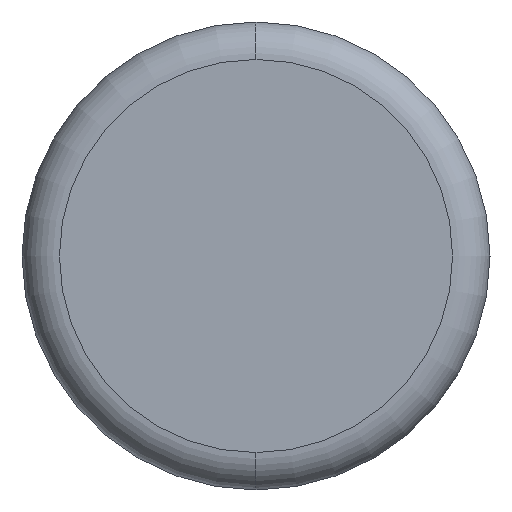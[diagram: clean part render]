
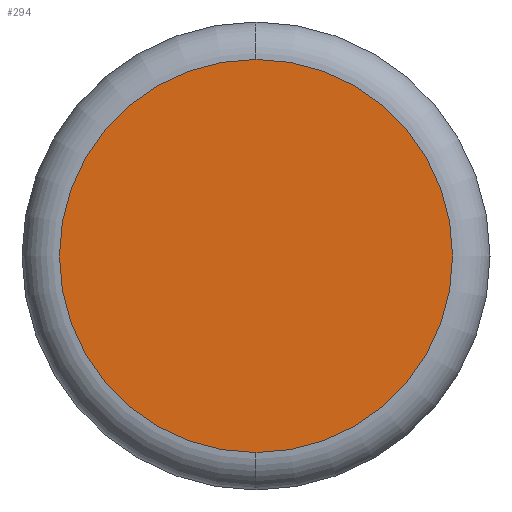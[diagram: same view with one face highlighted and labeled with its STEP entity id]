
A CAD part, front view. The second image highlights one B-rep face of the part: STEP entity #294.
In plain terms, the highlighted planar face has unit normal (0, -1, 0).
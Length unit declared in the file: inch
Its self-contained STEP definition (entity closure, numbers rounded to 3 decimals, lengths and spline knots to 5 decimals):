
#7 = VERTEX_POINT ( 'NONE', #97 ) ;
#49 = CIRCLE ( 'NONE', #87, 0.0525 ) ;
#54 = DIRECTION ( 'NONE',  ( 0., 0., -1. ) ) ;
#75 = CIRCLE ( 'NONE', #448, 0.0525 ) ;
#79 = DIRECTION ( 'NONE',  ( 0., -1., 0. ) ) ;
#87 = AXIS2_PLACEMENT_3D ( 'NONE', #305, #79, #379 ) ;
#97 = CARTESIAN_POINT ( 'NONE',  ( 0., 0., -0.0525 ) ) ;
#109 = EDGE_LOOP ( 'NONE', ( #111, #401 ) ) ;
#111 = ORIENTED_EDGE ( 'NONE', *, *, #489, .T. ) ;
#121 = DIRECTION ( 'NONE',  ( 0., -1., 0. ) ) ;
#135 = CARTESIAN_POINT ( 'NONE',  ( 0., 0., 0. ) ) ;
#161 = CARTESIAN_POINT ( 'NONE',  ( 0., 0., 0. ) ) ;
#200 = DIRECTION ( 'NONE',  ( 0., 0., -1. ) ) ;
#216 = FACE_OUTER_BOUND ( 'NONE', #109, .T. ) ;
#246 = CARTESIAN_POINT ( 'NONE',  ( 0., 0., 0.0525 ) ) ;
#269 = DIRECTION ( 'NONE',  ( 0., -1., 0. ) ) ;
#294 = ADVANCED_FACE ( 'NONE', ( #216 ), #380, .T. ) ;
#302 = AXIS2_PLACEMENT_3D ( 'NONE', #135, #269, #54 ) ;
#305 = CARTESIAN_POINT ( 'NONE',  ( 0., 0., 0. ) ) ;
#379 = DIRECTION ( 'NONE',  ( 0., 0., -1. ) ) ;
#380 = PLANE ( 'NONE',  #302 ) ;
#401 = ORIENTED_EDGE ( 'NONE', *, *, #530, .T. ) ;
#448 = AXIS2_PLACEMENT_3D ( 'NONE', #161, #121, #200 ) ;
#489 = EDGE_CURVE ( 'NONE', #7, #512, #75, .T. ) ;
#512 = VERTEX_POINT ( 'NONE', #246 ) ;
#530 = EDGE_CURVE ( 'NONE', #512, #7, #49, .T. ) ;
